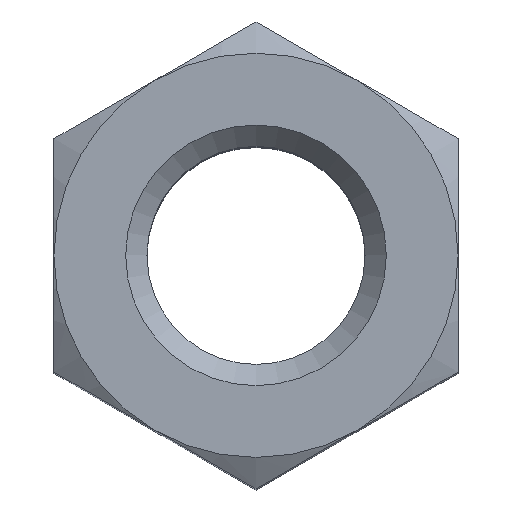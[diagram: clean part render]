
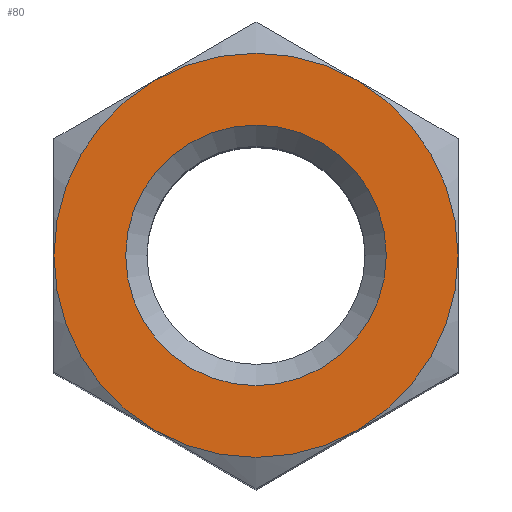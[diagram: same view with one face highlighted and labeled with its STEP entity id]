
A CAD part, top view. The second image highlights one B-rep face of the part: STEP entity #80.
In plain terms, the highlighted planar face has unit normal (0, 0, 1).
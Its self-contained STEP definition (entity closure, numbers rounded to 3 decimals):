
#80 = ADVANCED_FACE( '', ( #190, #191 ), #192, .F. );
#190 = FACE_BOUND( '', #478, .T. );
#191 = FACE_OUTER_BOUND( '', #479, .T. );
#192 = PLANE( '', #480 );
#478 = EDGE_LOOP( '', ( #788 ) );
#479 = EDGE_LOOP( '', ( #789, #790, #791, #792, #793, #794 ) );
#480 = AXIS2_PLACEMENT_3D( '', #795, #796, #797 );
#788 = ORIENTED_EDGE( '', *, *, #1313, .T. );
#789 = ORIENTED_EDGE( '', *, *, #1316, .F. );
#790 = ORIENTED_EDGE( '', *, *, #1326, .F. );
#791 = ORIENTED_EDGE( '', *, *, #1327, .F. );
#792 = ORIENTED_EDGE( '', *, *, #1328, .F. );
#793 = ORIENTED_EDGE( '', *, *, #1329, .F. );
#794 = ORIENTED_EDGE( '', *, *, #1330, .F. );
#795 = CARTESIAN_POINT( '', ( -9.5, -5.485, 36. ) );
#796 = DIRECTION( '', ( 0., 0., -1. ) );
#797 = DIRECTION( '', ( -1., 0., 0. ) );
#1313 = EDGE_CURVE( '', #1441, #1441, #1442, .T. );
#1316 = EDGE_CURVE( '', #1446, #1444, #1448, .T. );
#1326 = EDGE_CURVE( '', #1465, #1446, #1466, .T. );
#1327 = EDGE_CURVE( '', #1467, #1465, #1468, .T. );
#1328 = EDGE_CURVE( '', #1469, #1467, #1470, .T. );
#1329 = EDGE_CURVE( '', #1471, #1469, #1472, .T. );
#1330 = EDGE_CURVE( '', #1444, #1471, #1473, .T. );
#1441 = VERTEX_POINT( '', #1673 );
#1442 = CIRCLE( '', #1674, 6.125 );
#1444 = VERTEX_POINT( '', #1676 );
#1446 = VERTEX_POINT( '', #1683 );
#1448 = CIRCLE( '', #1692, 9.5 );
#1465 = VERTEX_POINT( '', #1748 );
#1466 = CIRCLE( '', #1749, 9.5 );
#1467 = VERTEX_POINT( '', #1750 );
#1468 = CIRCLE( '', #1751, 9.5 );
#1469 = VERTEX_POINT( '', #1752 );
#1470 = CIRCLE( '', #1753, 9.5 );
#1471 = VERTEX_POINT( '', #1754 );
#1472 = CIRCLE( '', #1755, 9.5 );
#1473 = CIRCLE( '', #1756, 9.5 );
#1673 = CARTESIAN_POINT( '', ( -6.125, 0., 36. ) );
#1674 = AXIS2_PLACEMENT_3D( '', #2058, #2059, #2060 );
#1676 = CARTESIAN_POINT( '', ( 4.75, 8.227, 36. ) );
#1683 = CARTESIAN_POINT( '', ( -4.75, 8.227, 36. ) );
#1692 = AXIS2_PLACEMENT_3D( '', #2061, #2062, #2063 );
#1748 = CARTESIAN_POINT( '', ( -9.5, 0., 36. ) );
#1749 = AXIS2_PLACEMENT_3D( '', #2067, #2068, #2069 );
#1750 = CARTESIAN_POINT( '', ( -4.75, -8.227, 36. ) );
#1751 = AXIS2_PLACEMENT_3D( '', #2070, #2071, #2072 );
#1752 = CARTESIAN_POINT( '', ( 4.75, -8.227, 36. ) );
#1753 = AXIS2_PLACEMENT_3D( '', #2073, #2074, #2075 );
#1754 = CARTESIAN_POINT( '', ( 9.5, 0., 36. ) );
#1755 = AXIS2_PLACEMENT_3D( '', #2076, #2077, #2078 );
#1756 = AXIS2_PLACEMENT_3D( '', #2079, #2080, #2081 );
#2058 = CARTESIAN_POINT( '', ( 0., 0., 36. ) );
#2059 = DIRECTION( '', ( 0., 0., -1. ) );
#2060 = DIRECTION( '', ( -1., 0., 0. ) );
#2061 = CARTESIAN_POINT( '', ( 0., 0., 36. ) );
#2062 = DIRECTION( '', ( 0., 0., -1. ) );
#2063 = DIRECTION( '', ( -1., 0., 0. ) );
#2067 = CARTESIAN_POINT( '', ( 0., 0., 36. ) );
#2068 = DIRECTION( '', ( 0., 0., -1. ) );
#2069 = DIRECTION( '', ( -1., 0., 0. ) );
#2070 = CARTESIAN_POINT( '', ( 0., 0., 36. ) );
#2071 = DIRECTION( '', ( 0., 0., -1. ) );
#2072 = DIRECTION( '', ( -1., 0., 0. ) );
#2073 = CARTESIAN_POINT( '', ( 0., 0., 36. ) );
#2074 = DIRECTION( '', ( 0., 0., -1. ) );
#2075 = DIRECTION( '', ( -1., 0., 0. ) );
#2076 = CARTESIAN_POINT( '', ( 0., 0., 36. ) );
#2077 = DIRECTION( '', ( 0., 0., -1. ) );
#2078 = DIRECTION( '', ( -1., 0., 0. ) );
#2079 = CARTESIAN_POINT( '', ( 0., 0., 36. ) );
#2080 = DIRECTION( '', ( 0., 0., -1. ) );
#2081 = DIRECTION( '', ( -1., 0., 0. ) );
